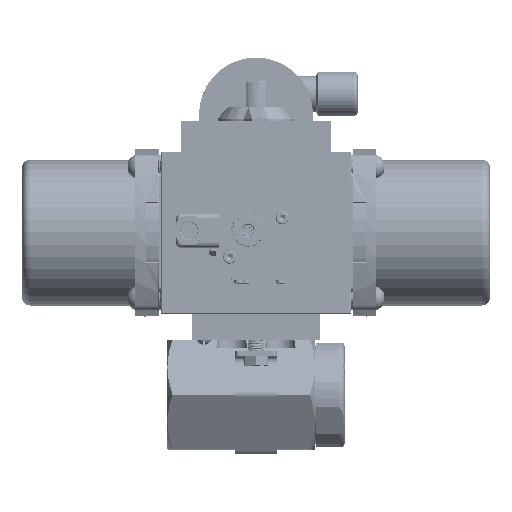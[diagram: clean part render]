
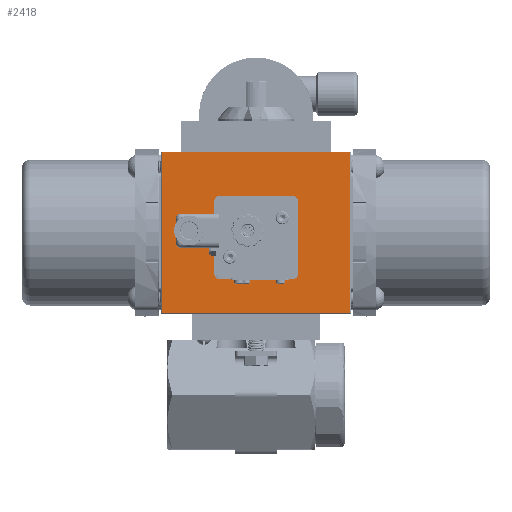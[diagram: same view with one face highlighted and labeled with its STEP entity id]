
A CAD part, top view. The second image highlights one B-rep face of the part: STEP entity #2418.
In plain terms, the highlighted planar face has unit normal (0, 0, 1).
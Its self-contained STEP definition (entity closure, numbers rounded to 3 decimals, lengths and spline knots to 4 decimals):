
#2418 = ADVANCED_FACE ( 'NONE', ( #13037, #54661 ), #66421, .F. ) ;
#2580 = CARTESIAN_POINT ( 'NONE',  ( -0.997, 4.7675, 1.55 ) ) ;
#4273 = CARTESIAN_POINT ( 'NONE',  ( -2.253, 1.9525, 1.55 ) ) ;
#4624 = VERTEX_POINT ( 'NONE', #77557 ) ;
#6359 = ORIENTED_EDGE ( 'NONE', *, *, #133845, .T. ) ;
#6753 = ORIENTED_EDGE ( 'NONE', *, *, #33529, .T. ) ;
#13037 = FACE_OUTER_BOUND ( 'NONE', #154662, .T. ) ;
#13871 = ORIENTED_EDGE ( 'NONE', *, *, #190129, .T. ) ;
#17924 = AXIS2_PLACEMENT_3D ( 'NONE', #51745, #161163, #67595 ) ;
#19780 = DIRECTION ( 'NONE',  ( 0., 1., 0. ) ) ;
#24562 = AXIS2_PLACEMENT_3D ( 'NONE', #82134, #113578, #19780 ) ;
#26486 = AXIS2_PLACEMENT_3D ( 'NONE', #147402, #53717, #163094 ) ;
#28555 = ORIENTED_EDGE ( 'NONE', *, *, #59577, .T. ) ;
#33294 = VECTOR ( 'NONE', #114726, 39.3701 ) ;
#33529 = EDGE_CURVE ( 'NONE', #50743, #70674, #163824, .T. ) ;
#34255 = CARTESIAN_POINT ( 'NONE',  ( 1.003, 2.8925, 1.55 ) ) ;
#34370 = LINE ( 'NONE', #2580, #195808 ) ;
#34449 = VERTEX_POINT ( 'NONE', #160520 ) ;
#35300 = CARTESIAN_POINT ( 'NONE',  ( 2.273, 1.9525, 1.55 ) ) ;
#35622 = ORIENTED_EDGE ( 'NONE', *, *, #151905, .T. ) ;
#38680 = VECTOR ( 'NONE', #194836, 39.3701 ) ;
#40547 = CARTESIAN_POINT ( 'NONE',  ( -0.872, 2.8925, 1.55 ) ) ;
#42945 = VECTOR ( 'NONE', #45879, 39.3701 ) ;
#45879 = DIRECTION ( 'NONE',  ( 0., 1., 0. ) ) ;
#48369 = CARTESIAN_POINT ( 'NONE',  ( -0.872, 2.7675, 1.55 ) ) ;
#50743 = VERTEX_POINT ( 'NONE', #48369 ) ;
#51745 = CARTESIAN_POINT ( 'NONE',  ( 0.878, 4.6425, 1.55 ) ) ;
#53717 = DIRECTION ( 'NONE',  ( 0., 0., -1. ) ) ;
#54661 = FACE_BOUND ( 'NONE', #168494, .T. ) ;
#55287 = EDGE_CURVE ( 'NONE', #197681, #85190, #34370, .T. ) ;
#56330 = DIRECTION ( 'NONE',  ( 0., 1., 0. ) ) ;
#56812 = EDGE_CURVE ( 'NONE', #34449, #70674, #75515, .T. ) ;
#57842 = CIRCLE ( 'NONE', #173631, 0.125 ) ;
#59577 = EDGE_CURVE ( 'NONE', #197681, #72833, #183083, .T. ) ;
#61660 = CARTESIAN_POINT ( 'NONE',  ( 2.273, 5.8125, 1.55 ) ) ;
#62591 = LINE ( 'NONE', #199163, #182352 ) ;
#65069 = EDGE_CURVE ( 'NONE', #127216, #89714, #164303, .T. ) ;
#66421 = PLANE ( 'NONE',  #24562 ) ;
#66595 = CARTESIAN_POINT ( 'NONE',  ( -0.872, 4.7675, 1.55 ) ) ;
#66667 = VECTOR ( 'NONE', #113378, 39.3701 ) ;
#67595 = DIRECTION ( 'NONE',  ( 0., 1., 0. ) ) ;
#67818 = DIRECTION ( 'NONE',  ( 0., -1., 0. ) ) ;
#70538 = EDGE_CURVE ( 'NONE', #149117, #130192, #162963, .T. ) ;
#70674 = VERTEX_POINT ( 'NONE', #118049 ) ;
#72833 = VERTEX_POINT ( 'NONE', #193156 ) ;
#74135 = AXIS2_PLACEMENT_3D ( 'NONE', #40547, #149974, #56330 ) ;
#75515 = LINE ( 'NONE', #85573, #38680 ) ;
#77557 = CARTESIAN_POINT ( 'NONE',  ( -2.253, 5.8125, 1.55 ) ) ;
#78129 = DIRECTION ( 'NONE',  ( -1., 0., 0. ) ) ;
#79151 = LINE ( 'NONE', #177080, #115760 ) ;
#82134 = CARTESIAN_POINT ( 'NONE',  ( 2.273, 5.8325, 1.55 ) ) ;
#85190 = VERTEX_POINT ( 'NONE', #66595 ) ;
#85573 = CARTESIAN_POINT ( 'NONE',  ( -0.997, 4.7675, 1.55 ) ) ;
#86655 = DIRECTION ( 'NONE',  ( 0., 0., -1. ) ) ;
#89714 = VERTEX_POINT ( 'NONE', #184523 ) ;
#89880 = DIRECTION ( 'NONE',  ( 1., 0., 0. ) ) ;
#94642 = ORIENTED_EDGE ( 'NONE', *, *, #56812, .F. ) ;
#96362 = DIRECTION ( 'NONE',  ( -1., 0., 0. ) ) ;
#99028 = CARTESIAN_POINT ( 'NONE',  ( 2.253, 5.8325, 1.55 ) ) ;
#102030 = ORIENTED_EDGE ( 'NONE', *, *, #55287, .F. ) ;
#113378 = DIRECTION ( 'NONE',  ( 1., 0., 0. ) ) ;
#113578 = DIRECTION ( 'NONE',  ( 0., 0., -1. ) ) ;
#114726 = DIRECTION ( 'NONE',  ( 0., 1., 0. ) ) ;
#115760 = VECTOR ( 'NONE', #67818, 39.3701 ) ;
#118049 = CARTESIAN_POINT ( 'NONE',  ( -0.997, 2.8925, 1.55 ) ) ;
#121888 = CARTESIAN_POINT ( 'NONE',  ( 0.878, 4.7675, 1.55 ) ) ;
#123868 = ORIENTED_EDGE ( 'NONE', *, *, #192391, .T. ) ;
#123951 = CARTESIAN_POINT ( 'NONE',  ( 1.003, 4.7675, 1.55 ) ) ;
#126295 = LINE ( 'NONE', #123951, #42945 ) ;
#127216 = VERTEX_POINT ( 'NONE', #34255 ) ;
#130192 = VERTEX_POINT ( 'NONE', #137669 ) ;
#133845 = EDGE_CURVE ( 'NONE', #178272, #149117, #191337, .T. ) ;
#135000 = CARTESIAN_POINT ( 'NONE',  ( 2.253, 1.9525, 1.55 ) ) ;
#137669 = CARTESIAN_POINT ( 'NONE',  ( 2.253, 5.8125, 1.55 ) ) ;
#144669 = EDGE_CURVE ( 'NONE', #127216, #72833, #126295, .T. ) ;
#147402 = CARTESIAN_POINT ( 'NONE',  ( 0.878, 2.8925, 1.55 ) ) ;
#149117 = VERTEX_POINT ( 'NONE', #135000 ) ;
#149974 = DIRECTION ( 'NONE',  ( 0., 0., -1. ) ) ;
#151905 = EDGE_CURVE ( 'NONE', #130192, #4624, #173205, .T. ) ;
#154662 = EDGE_LOOP ( 'NONE', ( #184731, #35622, #123868, #6359 ) ) ;
#155908 = ORIENTED_EDGE ( 'NONE', *, *, #65069, .T. ) ;
#158476 = ORIENTED_EDGE ( 'NONE', *, *, #181209, .F. ) ;
#160520 = CARTESIAN_POINT ( 'NONE',  ( -0.997, 4.6425, 1.55 ) ) ;
#161163 = DIRECTION ( 'NONE',  ( 0., 0., -1. ) ) ;
#162963 = LINE ( 'NONE', #99028, #33294 ) ;
#163094 = DIRECTION ( 'NONE',  ( 0., 1., 0. ) ) ;
#163824 = CIRCLE ( 'NONE', #74135, 0.125 ) ;
#164303 = CIRCLE ( 'NONE', #26486, 0.125 ) ;
#168494 = EDGE_LOOP ( 'NONE', ( #94642, #13871, #102030, #28555, #187683, #155908, #158476, #6753 ) ) ;
#173205 = LINE ( 'NONE', #61660, #200057 ) ;
#173631 = AXIS2_PLACEMENT_3D ( 'NONE', #180205, #86655, #195930 ) ;
#177080 = CARTESIAN_POINT ( 'NONE',  ( -2.253, 5.8325, 1.55 ) ) ;
#178272 = VERTEX_POINT ( 'NONE', #4273 ) ;
#180205 = CARTESIAN_POINT ( 'NONE',  ( -0.872, 4.6425, 1.55 ) ) ;
#181209 = EDGE_CURVE ( 'NONE', #50743, #89714, #62591, .T. ) ;
#182352 = VECTOR ( 'NONE', #89880, 39.3701 ) ;
#183083 = CIRCLE ( 'NONE', #17924, 0.125 ) ;
#184523 = CARTESIAN_POINT ( 'NONE',  ( 0.878, 2.7675, 1.55 ) ) ;
#184731 = ORIENTED_EDGE ( 'NONE', *, *, #70538, .T. ) ;
#187683 = ORIENTED_EDGE ( 'NONE', *, *, #144669, .F. ) ;
#190129 = EDGE_CURVE ( 'NONE', #34449, #85190, #57842, .T. ) ;
#191337 = LINE ( 'NONE', #35300, #66667 ) ;
#192391 = EDGE_CURVE ( 'NONE', #4624, #178272, #79151, .T. ) ;
#193156 = CARTESIAN_POINT ( 'NONE',  ( 1.003, 4.6425, 1.55 ) ) ;
#194836 = DIRECTION ( 'NONE',  ( 0., -1., 0. ) ) ;
#195808 = VECTOR ( 'NONE', #96362, 39.3701 ) ;
#195930 = DIRECTION ( 'NONE',  ( 0., 1., 0. ) ) ;
#197681 = VERTEX_POINT ( 'NONE', #121888 ) ;
#199163 = CARTESIAN_POINT ( 'NONE',  ( -0.997, 2.7675, 1.55 ) ) ;
#200057 = VECTOR ( 'NONE', #78129, 39.3701 ) ;
